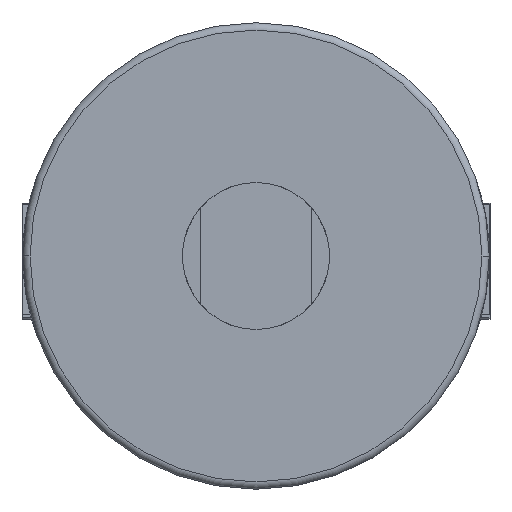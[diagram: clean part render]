
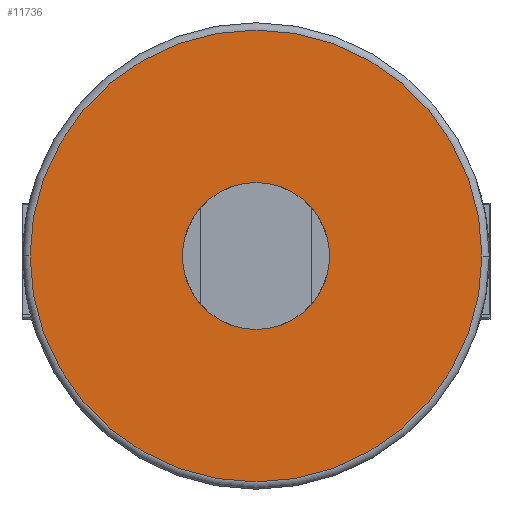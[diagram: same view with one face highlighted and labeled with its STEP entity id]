
A CAD part, left-side view. The second image highlights one B-rep face of the part: STEP entity #11736.
In plain terms, the highlighted planar face has unit normal (-1, 0, 0).
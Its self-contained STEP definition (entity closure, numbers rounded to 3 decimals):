
#178 = CARTESIAN_POINT ( 'NONE',  ( -190., 0., 10. ) ) ;
#287 = DIRECTION ( 'NONE',  ( 0., -1., 0. ) ) ;
#458 = EDGE_CURVE ( 'NONE', #14807, #10145, #15095, .T. ) ;
#673 = VERTEX_POINT ( 'NONE', #13545 ) ;
#867 = EDGE_CURVE ( 'NONE', #12825, #673, #5070, .T. ) ;
#1067 = DIRECTION ( 'NONE',  ( -1., 0., 0. ) ) ;
#2745 = CIRCLE ( 'NONE', #15387, 10. ) ;
#3005 = AXIS2_PLACEMENT_3D ( 'NONE', #8442, #1067, #9674 ) ;
#3432 = PLANE ( 'NONE',  #3895 ) ;
#3756 = EDGE_LOOP ( 'NONE', ( #8693, #11365 ) ) ;
#3895 = AXIS2_PLACEMENT_3D ( 'NONE', #4609, #12060, #4669 ) ;
#4252 = FACE_BOUND ( 'NONE', #14143, .T. ) ;
#4339 = AXIS2_PLACEMENT_3D ( 'NONE', #13637, #6262, #14876 ) ;
#4609 = CARTESIAN_POINT ( 'NONE',  ( -190., 31.75, 0. ) ) ;
#4669 = DIRECTION ( 'NONE',  ( 0., -1., 0. ) ) ;
#4721 = CARTESIAN_POINT ( 'NONE',  ( -190., 30.75, 0. ) ) ;
#4756 = DIRECTION ( 'NONE',  ( -1., 0., 0. ) ) ;
#5070 = CIRCLE ( 'NONE', #3005, 10. ) ;
#6262 = DIRECTION ( 'NONE',  ( -1., 0., 0. ) ) ;
#6629 = EDGE_CURVE ( 'NONE', #673, #12825, #2745, .T. ) ;
#7655 = DIRECTION ( 'NONE',  ( -1., 0., 0. ) ) ;
#8406 = ORIENTED_EDGE ( 'NONE', *, *, #867, .F. ) ;
#8442 = CARTESIAN_POINT ( 'NONE',  ( -190., 0., 0. ) ) ;
#8693 = ORIENTED_EDGE ( 'NONE', *, *, #458, .T. ) ;
#9277 = AXIS2_PLACEMENT_3D ( 'NONE', #15043, #7655, #287 ) ;
#9674 = DIRECTION ( 'NONE',  ( 0., 0., 1. ) ) ;
#9953 = ORIENTED_EDGE ( 'NONE', *, *, #6629, .F. ) ;
#10145 = VERTEX_POINT ( 'NONE', #4721 ) ;
#11365 = ORIENTED_EDGE ( 'NONE', *, *, #14982, .T. ) ;
#11736 = ADVANCED_FACE ( 'NONE', ( #14097, #4252 ), #3432, .T. ) ;
#12060 = DIRECTION ( 'NONE',  ( -1., 0., 0. ) ) ;
#12144 = CARTESIAN_POINT ( 'NONE',  ( -190., 0., 0. ) ) ;
#12825 = VERTEX_POINT ( 'NONE', #178 ) ;
#13383 = DIRECTION ( 'NONE',  ( 0., 0., 1. ) ) ;
#13545 = CARTESIAN_POINT ( 'NONE',  ( -190., 0., -10. ) ) ;
#13637 = CARTESIAN_POINT ( 'NONE',  ( -190., 0., 0. ) ) ;
#14097 = FACE_OUTER_BOUND ( 'NONE', #3756, .T. ) ;
#14143 = EDGE_LOOP ( 'NONE', ( #9953, #8406 ) ) ;
#14353 = CARTESIAN_POINT ( 'NONE',  ( -190., -30.75, 0. ) ) ;
#14807 = VERTEX_POINT ( 'NONE', #14353 ) ;
#14840 = CIRCLE ( 'NONE', #4339, 30.75 ) ;
#14876 = DIRECTION ( 'NONE',  ( 0., -1., 0. ) ) ;
#14982 = EDGE_CURVE ( 'NONE', #10145, #14807, #14840, .T. ) ;
#15043 = CARTESIAN_POINT ( 'NONE',  ( -190., 0., 0. ) ) ;
#15095 = CIRCLE ( 'NONE', #9277, 30.75 ) ;
#15387 = AXIS2_PLACEMENT_3D ( 'NONE', #12144, #4756, #13383 ) ;
